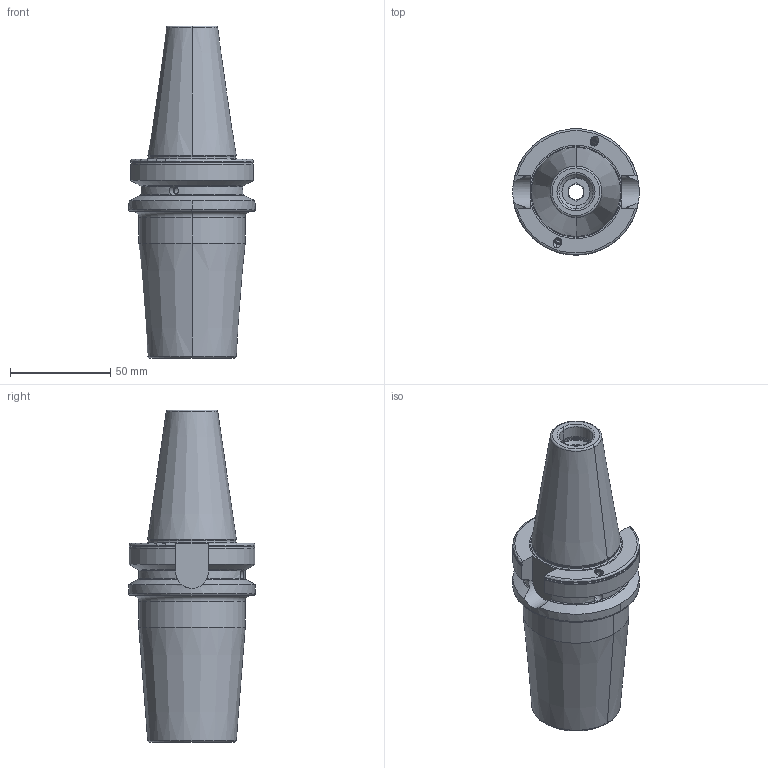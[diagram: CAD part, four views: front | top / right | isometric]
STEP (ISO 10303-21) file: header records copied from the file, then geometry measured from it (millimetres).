
FILE_DESCRIPTION((''),'2;1');
FILE_NAME('DC_406_70_25','2020-08-31T',('104091'),(''),'CREO PARAMETRIC BY PTC INC, 2016260','CREO PARAMETRIC BY PTC INC, 2016260','');
FILE_SCHEMA(('CONFIG_CONTROL_DESIGN'));
Length unit declared in the file: millimetre
Products named in the file (1): DC_406_70_25
Bounding box: 63 x 63 x 165.4 mm (x, y, z)
Volume: 231626.2 mm3; surface area: 38965.6 mm2
Topology: 1 solids, 1 shells, 183 faces, 445 edges, 268 vertices
Faces by surface type: cylinder 54, plane 49, cone 48, torus 32
Entity records: 5873 total; most frequent: CARTESIAN_POINT 1566, DIRECTION 919, ORIENTED_EDGE 880, EDGE_CURVE 440, AXIS2_PLACEMENT_3D 368, VERTEX_POINT 266, EDGE_LOOP 196, VECTOR 183
